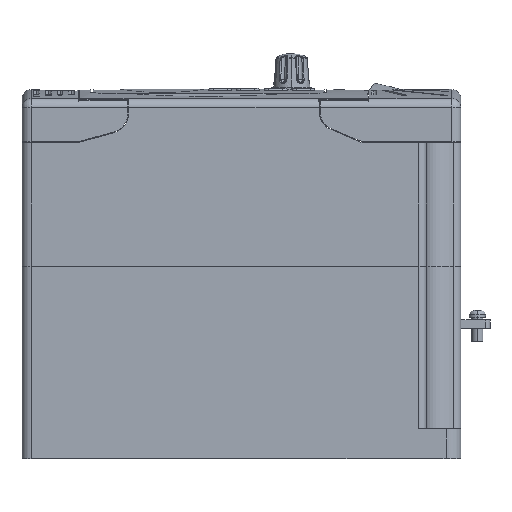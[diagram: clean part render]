
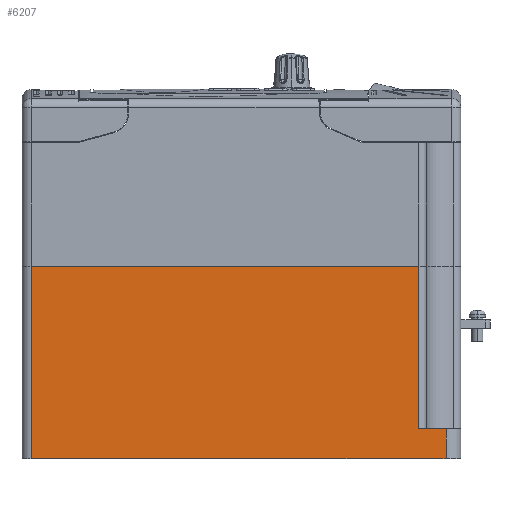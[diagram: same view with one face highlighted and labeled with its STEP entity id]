
A CAD part, left-side view. The second image highlights one B-rep face of the part: STEP entity #6207.
In plain terms, the highlighted planar face has unit normal (-1, 0, 0).
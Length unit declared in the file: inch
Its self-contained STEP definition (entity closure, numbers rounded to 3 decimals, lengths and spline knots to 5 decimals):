
#775 = CARTESIAN_POINT ( 'NONE',  ( -1.97, -2.775, -2.6 ) ) ;
#1307 = CARTESIAN_POINT ( 'NONE',  ( -1.97, -2.505, -3.00547 ) ) ;
#1582 = EDGE_CURVE ( 'NONE', #36068, #34174, #22015, .T. ) ;
#1694 = VECTOR ( 'NONE', #3912, 39.37008 ) ;
#2038 = VERTEX_POINT ( 'NONE', #36986 ) ;
#2499 = VERTEX_POINT ( 'NONE', #2723 ) ;
#2723 = CARTESIAN_POINT ( 'NONE',  ( -1.97, 2.85, -0.4 ) ) ;
#2871 = CARTESIAN_POINT ( 'NONE',  ( -1.97, 2.975, -3.00547 ) ) ;
#2935 = EDGE_CURVE ( 'NONE', #2499, #2038, #5138, .T. ) ;
#3282 = CARTESIAN_POINT ( 'NONE',  ( -1.97, -2.775, -3.00447 ) ) ;
#3402 = EDGE_CURVE ( 'NONE', #2499, #36068, #28877, .T. ) ;
#3497 = VECTOR ( 'NONE', #23000, 39.37008 ) ;
#3821 = EDGE_CURVE ( 'NONE', #25147, #25994, #19133, .T. ) ;
#3882 = ORIENTED_EDGE ( 'NONE', *, *, #37481, .T. ) ;
#3912 = DIRECTION ( 'NONE',  ( 0., 0., 1. ) ) ;
#4768 = DIRECTION ( 'NONE',  ( 0., -1., 0. ) ) ;
#4823 = CARTESIAN_POINT ( 'NONE',  ( -1.97, 2.975, -3.00447 ) ) ;
#4966 = AXIS2_PLACEMENT_3D ( 'NONE', #27766, #10053, #30705 ) ;
#5138 = LINE ( 'NONE', #19440, #19876 ) ;
#5803 = EDGE_CURVE ( 'NONE', #34174, #25994, #24187, .T. ) ;
#6207 = ADVANCED_FACE ( 'NONE', ( #19930 ), #12868, .F. ) ;
#10053 = DIRECTION ( 'NONE',  ( 1., 0., 0. ) ) ;
#11312 = LINE ( 'NONE', #12230, #1694 ) ;
#11516 = DIRECTION ( 'NONE',  ( 0., -1., 0. ) ) ;
#11710 = DIRECTION ( 'NONE',  ( 0., 0., 1. ) ) ;
#12230 = CARTESIAN_POINT ( 'NONE',  ( -1.97, -2.775, -3.00547 ) ) ;
#12727 = VECTOR ( 'NONE', #11710, 39.37008 ) ;
#12868 = PLANE ( 'NONE',  #4966 ) ;
#13177 = DIRECTION ( 'NONE',  ( 0., 0., 1. ) ) ;
#13500 = ORIENTED_EDGE ( 'NONE', *, *, #3402, .T. ) ;
#14027 = CARTESIAN_POINT ( 'NONE',  ( -1.97, 2.975, -2.6 ) ) ;
#16160 = CARTESIAN_POINT ( 'NONE',  ( -1.97, -2.505, -3.00547 ) ) ;
#16761 = DIRECTION ( 'NONE',  ( 0., 1., 0. ) ) ;
#18229 = LINE ( 'NONE', #14027, #3497 ) ;
#19133 = LINE ( 'NONE', #4823, #26107 ) ;
#19305 = EDGE_CURVE ( 'NONE', #30873, #2038, #36319, .T. ) ;
#19440 = CARTESIAN_POINT ( 'NONE',  ( -1.97, 2.975, -0.4 ) ) ;
#19876 = VECTOR ( 'NONE', #4768, 39.37008 ) ;
#19930 = FACE_OUTER_BOUND ( 'NONE', #28087, .T. ) ;
#21069 = VECTOR ( 'NONE', #29986, 39.37008 ) ;
#22015 = LINE ( 'NONE', #2871, #36759 ) ;
#23000 = DIRECTION ( 'NONE',  ( 0., -1., 0. ) ) ;
#23626 = EDGE_CURVE ( 'NONE', #30873, #31100, #18229, .T. ) ;
#23950 = CARTESIAN_POINT ( 'NONE',  ( -1.97, 2.85, -3.00547 ) ) ;
#24187 = LINE ( 'NONE', #16160, #31056 ) ;
#24513 = CARTESIAN_POINT ( 'NONE',  ( -1.97, 2.85, -3.00547 ) ) ;
#25147 = VERTEX_POINT ( 'NONE', #3282 ) ;
#25575 = ORIENTED_EDGE ( 'NONE', *, *, #1582, .T. ) ;
#25994 = VERTEX_POINT ( 'NONE', #26057 ) ;
#26057 = CARTESIAN_POINT ( 'NONE',  ( -1.97, -2.505, -3.00447 ) ) ;
#26107 = VECTOR ( 'NONE', #16761, 39.37008 ) ;
#26116 = ORIENTED_EDGE ( 'NONE', *, *, #2935, .F. ) ;
#26417 = ORIENTED_EDGE ( 'NONE', *, *, #19305, .T. ) ;
#27469 = ORIENTED_EDGE ( 'NONE', *, *, #3821, .F. ) ;
#27766 = CARTESIAN_POINT ( 'NONE',  ( -1.97, 2.975, -3.00547 ) ) ;
#28087 = EDGE_LOOP ( 'NONE', ( #25575, #31011, #27469, #3882, #33974, #26417, #26116, #13500 ) ) ;
#28877 = LINE ( 'NONE', #23950, #21069 ) ;
#29394 = CARTESIAN_POINT ( 'NONE',  ( -1.97, -2.405, -2.6 ) ) ;
#29435 = CARTESIAN_POINT ( 'NONE',  ( -1.97, -2.405, 1.29 ) ) ;
#29986 = DIRECTION ( 'NONE',  ( 0., 0., -1. ) ) ;
#30705 = DIRECTION ( 'NONE',  ( 0., 0., -1. ) ) ;
#30873 = VERTEX_POINT ( 'NONE', #29394 ) ;
#31011 = ORIENTED_EDGE ( 'NONE', *, *, #5803, .T. ) ;
#31056 = VECTOR ( 'NONE', #13177, 39.37008 ) ;
#31100 = VERTEX_POINT ( 'NONE', #775 ) ;
#33974 = ORIENTED_EDGE ( 'NONE', *, *, #23626, .F. ) ;
#34174 = VERTEX_POINT ( 'NONE', #1307 ) ;
#36068 = VERTEX_POINT ( 'NONE', #24513 ) ;
#36319 = LINE ( 'NONE', #29435, #12727 ) ;
#36759 = VECTOR ( 'NONE', #11516, 39.37008 ) ;
#36986 = CARTESIAN_POINT ( 'NONE',  ( -1.97, -2.405, -0.4 ) ) ;
#37481 = EDGE_CURVE ( 'NONE', #25147, #31100, #11312, .T. ) ;
